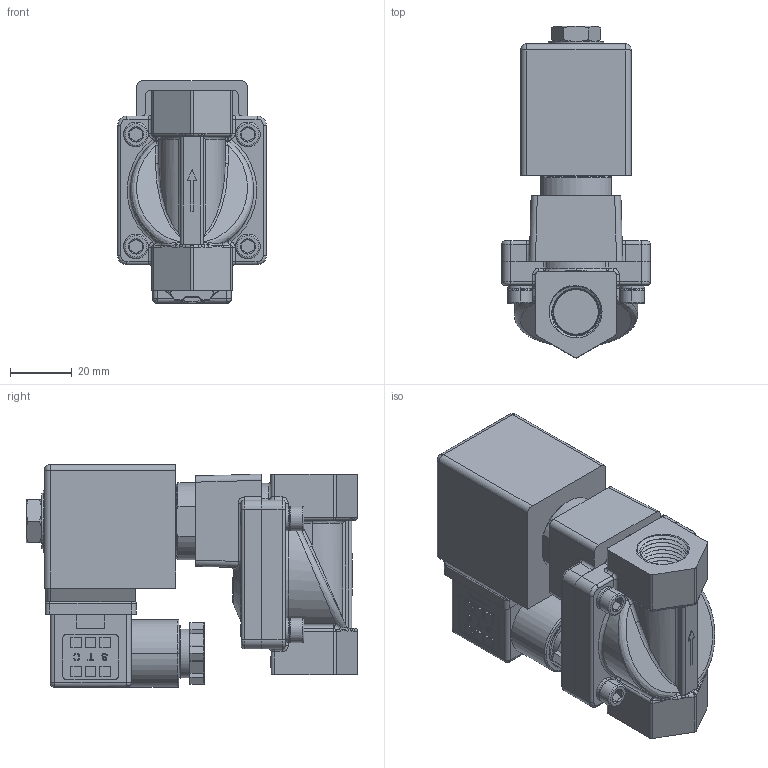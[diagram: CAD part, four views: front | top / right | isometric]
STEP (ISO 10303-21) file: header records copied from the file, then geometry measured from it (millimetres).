
FILE_DESCRIPTION (( 'STEP AP214' ), '1' );
FILE_NAME ('2RSO130-3-8.STEP', '2018-09-04T20:16:08', ( '' ), ( '' ), 'SwSTEP 2.0', 'SolidWorks 2016', '' );
FILE_SCHEMA (( 'AUTOMOTIVE_DESIGN' ));
Length unit declared in the file: millimetre
Products named in the file (1): 2RSO130-3-8
Bounding box: 48.2 x 107.55 x 72.2 mm (x, y, z)
Volume: 159571 mm3; surface area: 58233.6 mm2
Topology: 22 solids, 22 shells, 1748 faces, 4814 edges, 3144 vertices
Faces by surface type: plane 670, cylinder 661, bspline 159, torus 115, cone 106, sphere 37
Entity records: 128629 total; most frequent: CARTESIAN_POINT 68245, ORIENTED_EDGE 9586, DIRECTION 7141, EDGE_CURVE 4793, VERTEX_POINT 3142, AXIS2_PLACEMENT_3D 2399, LINE 2343, VECTOR 2343
